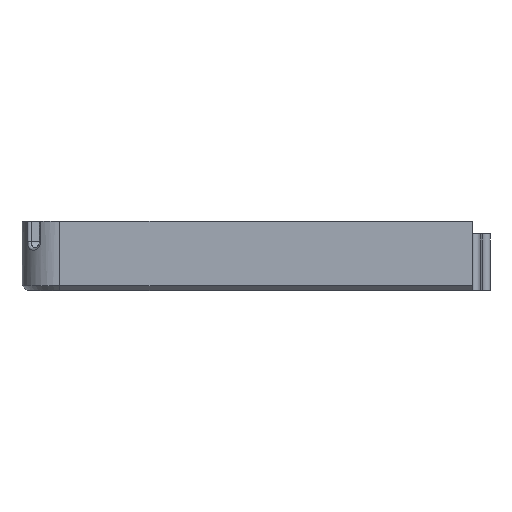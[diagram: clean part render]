
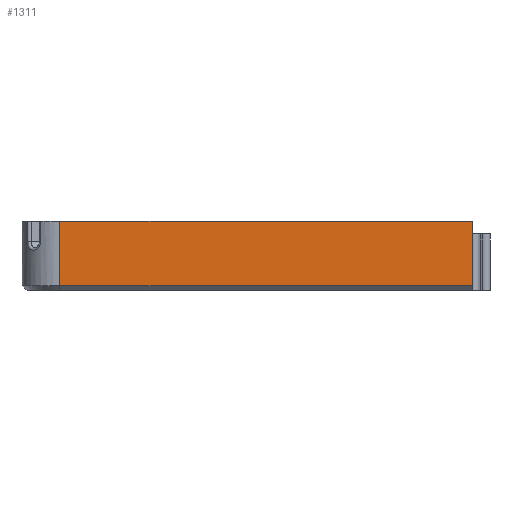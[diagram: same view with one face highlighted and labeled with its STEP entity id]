
A CAD part, front view. The second image highlights one B-rep face of the part: STEP entity #1311.
In plain terms, the highlighted planar face has unit normal (0, -1, 0).
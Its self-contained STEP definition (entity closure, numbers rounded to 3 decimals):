
#77=PLANE('',#1444);
#144=FACE_OUTER_BOUND('',#224,.T.);
#224=EDGE_LOOP('',(#1080,#1081,#1082,#1083));
#313=LINE('',#2268,#430);
#331=LINE('',#2321,#448);
#346=LINE('',#2403,#463);
#347=LINE('',#2405,#464);
#430=VECTOR('',#1662,10.);
#448=VECTOR('',#1714,10.);
#463=VECTOR('',#1751,10.);
#464=VECTOR('',#1754,10.);
#609=VERTEX_POINT('',#2261);
#611=VERTEX_POINT('',#2267);
#629=VERTEX_POINT('',#2320);
#643=VERTEX_POINT('',#2401);
#762=EDGE_CURVE('',#611,#609,#313,.T.);
#788=EDGE_CURVE('',#629,#609,#331,.T.);
#811=EDGE_CURVE('',#643,#611,#346,.T.);
#812=EDGE_CURVE('',#629,#643,#347,.T.);
#1080=ORIENTED_EDGE('',*,*,#812,.F.);
#1081=ORIENTED_EDGE('',*,*,#788,.T.);
#1082=ORIENTED_EDGE('',*,*,#762,.F.);
#1083=ORIENTED_EDGE('',*,*,#811,.F.);
#1311=ADVANCED_FACE('',(#144),#77,.F.);
#1444=AXIS2_PLACEMENT_3D('',#2404,#1752,#1753);
#1662=DIRECTION('',(-1.,0.,0.));
#1714=DIRECTION('',(0.,0.,-1.));
#1751=DIRECTION('',(0.,0.,-1.));
#1752=DIRECTION('center_axis',(0.,1.,0.));
#1753=DIRECTION('ref_axis',(1.,0.,0.));
#1754=DIRECTION('',(1.,0.,0.));
#2261=CARTESIAN_POINT('',(236.5,-447.524,-20.171));
#2267=CARTESIAN_POINT('',(400.,-447.524,-20.171));
#2268=CARTESIAN_POINT('',(227.47,-447.524,-20.171));
#2320=CARTESIAN_POINT('',(236.5,-447.524,5.329));
#2321=CARTESIAN_POINT('',(236.5,-447.524,5.329));
#2401=CARTESIAN_POINT('',(400.,-447.524,5.329));
#2403=CARTESIAN_POINT('',(400.,-447.524,-14.299));
#2404=CARTESIAN_POINT('Origin',(236.5,-447.524,5.329));
#2405=CARTESIAN_POINT('',(481.875,-447.524,5.329));
